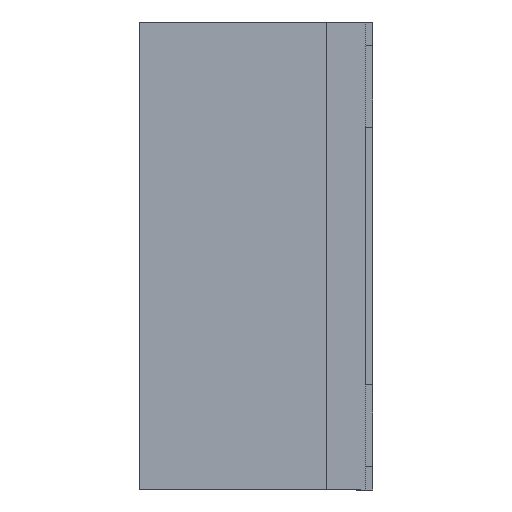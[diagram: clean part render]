
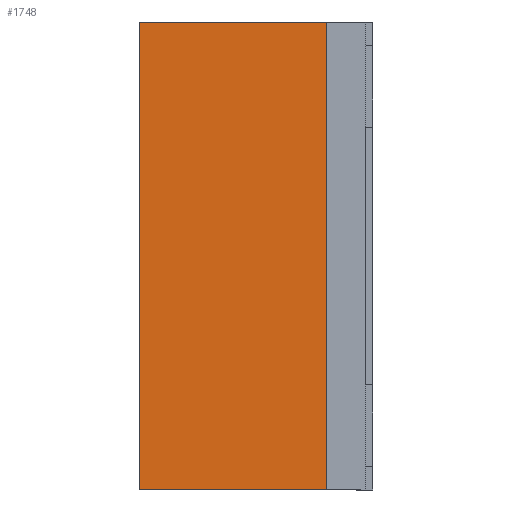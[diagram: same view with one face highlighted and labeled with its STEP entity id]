
A CAD part, left-side view. The second image highlights one B-rep face of the part: STEP entity #1748.
In plain terms, the highlighted planar face has unit normal (-1, 0, 0).
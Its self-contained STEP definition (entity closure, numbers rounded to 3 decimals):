
#31 = PLANE ( 'NONE',  #1840 ) ;
#59 = CARTESIAN_POINT ( 'NONE',  ( -1.25, 0.2, 1. ) ) ;
#84 = VECTOR ( 'NONE', #1279, 1000. ) ;
#152 = EDGE_LOOP ( 'NONE', ( #2523, #273, #1587, #2598 ) ) ;
#176 = CARTESIAN_POINT ( 'NONE',  ( -1.25, 1., -1. ) ) ;
#219 = VECTOR ( 'NONE', #2209, 1000. ) ;
#253 = VERTEX_POINT ( 'NONE', #2979 ) ;
#273 = ORIENTED_EDGE ( 'NONE', *, *, #2574, .F. ) ;
#299 = CARTESIAN_POINT ( 'NONE',  ( -1.25, 1., 1. ) ) ;
#380 = LINE ( 'NONE', #2494, #219 ) ;
#539 = DIRECTION ( 'NONE',  ( 1., 0., 0. ) ) ;
#553 = EDGE_CURVE ( 'NONE', #253, #1608, #1979, .T. ) ;
#990 = VECTOR ( 'NONE', #1863, 1000. ) ;
#1014 = VERTEX_POINT ( 'NONE', #2035 ) ;
#1089 = VECTOR ( 'NONE', #2780, 1000. ) ;
#1162 = LINE ( 'NONE', #59, #1089 ) ;
#1234 = EDGE_CURVE ( 'NONE', #253, #1779, #3162, .T. ) ;
#1279 = DIRECTION ( 'NONE',  ( 0., 0., 1. ) ) ;
#1587 = ORIENTED_EDGE ( 'NONE', *, *, #553, .F. ) ;
#1608 = VERTEX_POINT ( 'NONE', #1944 ) ;
#1748 = ADVANCED_FACE ( 'NONE', ( #2199 ), #31, .F. ) ;
#1779 = VERTEX_POINT ( 'NONE', #1969 ) ;
#1840 = AXIS2_PLACEMENT_3D ( 'NONE', #299, #539, #2975 ) ;
#1863 = DIRECTION ( 'NONE',  ( 0., -1., 0. ) ) ;
#1944 = CARTESIAN_POINT ( 'NONE',  ( -1.25, 1., 1. ) ) ;
#1969 = CARTESIAN_POINT ( 'NONE',  ( -1.25, 0.2, -1. ) ) ;
#1979 = LINE ( 'NONE', #3003, #84 ) ;
#2035 = CARTESIAN_POINT ( 'NONE',  ( -1.25, 0.2, 1. ) ) ;
#2199 = FACE_OUTER_BOUND ( 'NONE', #152, .T. ) ;
#2209 = DIRECTION ( 'NONE',  ( 0., -1., 0. ) ) ;
#2494 = CARTESIAN_POINT ( 'NONE',  ( -1.25, 1., 1. ) ) ;
#2523 = ORIENTED_EDGE ( 'NONE', *, *, #2706, .F. ) ;
#2574 = EDGE_CURVE ( 'NONE', #1608, #1014, #380, .T. ) ;
#2598 = ORIENTED_EDGE ( 'NONE', *, *, #1234, .T. ) ;
#2706 = EDGE_CURVE ( 'NONE', #1014, #1779, #1162, .T. ) ;
#2780 = DIRECTION ( 'NONE',  ( 0., 0., -1. ) ) ;
#2975 = DIRECTION ( 'NONE',  ( 0., 0., -1. ) ) ;
#2979 = CARTESIAN_POINT ( 'NONE',  ( -1.25, 1., -1. ) ) ;
#3003 = CARTESIAN_POINT ( 'NONE',  ( -1.25, 1., 1. ) ) ;
#3162 = LINE ( 'NONE', #176, #990 ) ;
